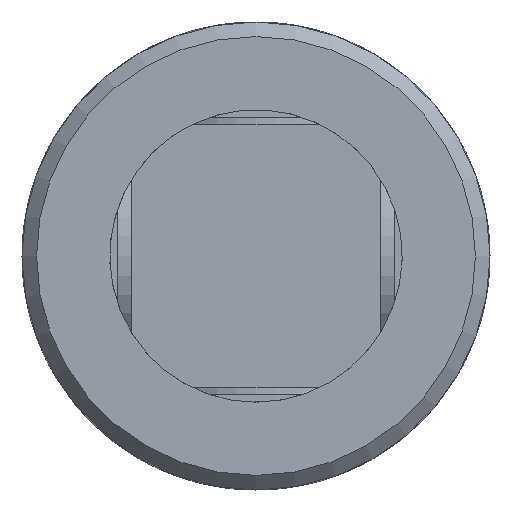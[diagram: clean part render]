
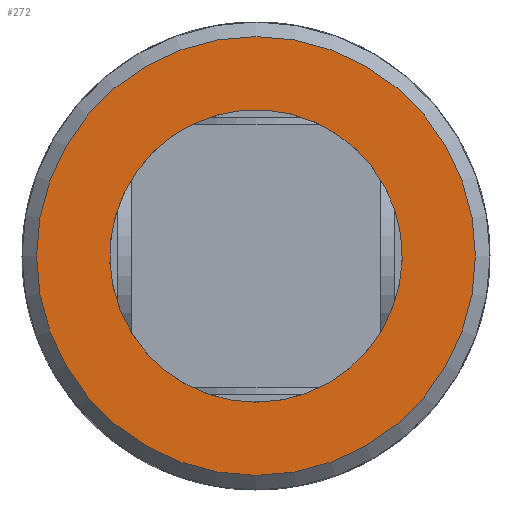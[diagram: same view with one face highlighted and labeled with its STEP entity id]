
A CAD part, left-side view. The second image highlights one B-rep face of the part: STEP entity #272.
In plain terms, the highlighted planar face has unit normal (-1, 0, 0).
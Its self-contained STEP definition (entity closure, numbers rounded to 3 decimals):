
#272 = ADVANCED_FACE( '', ( #553, #554 ), #555, .F. );
#553 = FACE_OUTER_BOUND( '', #865, .T. );
#554 = FACE_BOUND( '', #866, .T. );
#555 = PLANE( '', #867 );
#865 = EDGE_LOOP( '', ( #1329 ) );
#866 = EDGE_LOOP( '', ( #1330 ) );
#867 = AXIS2_PLACEMENT_3D( '', #1331, #1332, #1333 );
#1329 = ORIENTED_EDGE( '', *, *, #1870, .F. );
#1330 = ORIENTED_EDGE( '', *, *, #1871, .T. );
#1331 = CARTESIAN_POINT( '', ( 0., 0., 0. ) );
#1332 = DIRECTION( '', ( 1., 0., 0. ) );
#1333 = DIRECTION( '', ( 0., 0., -1. ) );
#1870 = EDGE_CURVE( '', #2228, #2228, #2229, .T. );
#1871 = EDGE_CURVE( '', #2230, #2230, #2231, .T. );
#2228 = VERTEX_POINT( '', #3327 );
#2229 = CIRCLE( '', #3328, 15. );
#2230 = VERTEX_POINT( '', #3329 );
#2231 = CIRCLE( '', #3330, 10. );
#3327 = CARTESIAN_POINT( '', ( 0., 0., -15. ) );
#3328 = AXIS2_PLACEMENT_3D( '', #3940, #3941, #3942 );
#3329 = CARTESIAN_POINT( '', ( 0., 0., -10. ) );
#3330 = AXIS2_PLACEMENT_3D( '', #3943, #3944, #3945 );
#3940 = CARTESIAN_POINT( '', ( 0., 0., 0. ) );
#3941 = DIRECTION( '', ( 1., 0., 0. ) );
#3942 = DIRECTION( '', ( 0., 0., -1. ) );
#3943 = CARTESIAN_POINT( '', ( 0., 0., 0. ) );
#3944 = DIRECTION( '', ( 1., 0., 0. ) );
#3945 = DIRECTION( '', ( 0., 0., -1. ) );
